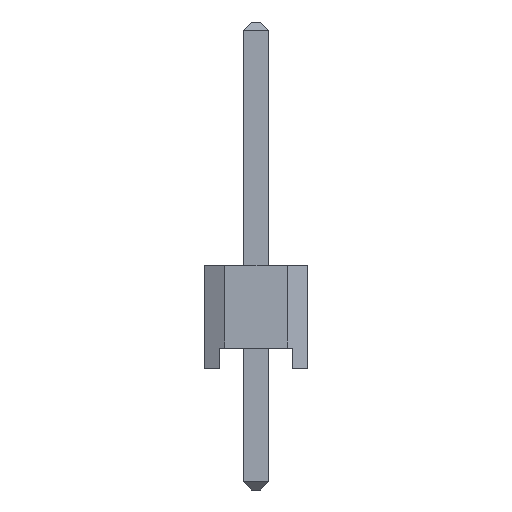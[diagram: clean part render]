
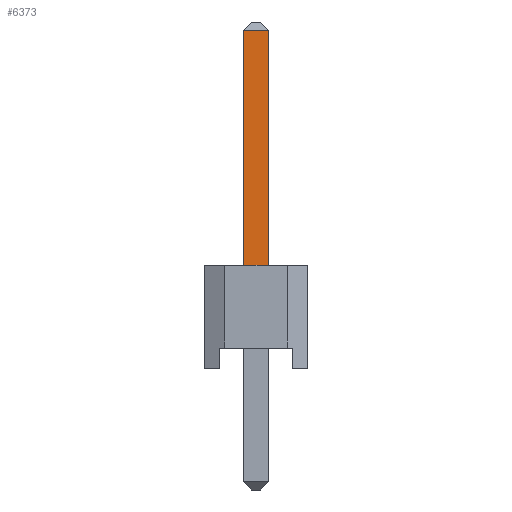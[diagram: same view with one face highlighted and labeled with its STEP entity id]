
A CAD part, left-side view. The second image highlights one B-rep face of the part: STEP entity #6373.
In plain terms, the highlighted planar face has unit normal (-1, 0, 0).
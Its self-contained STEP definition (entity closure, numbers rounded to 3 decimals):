
#956=ORIENTED_EDGE('',*,*,#1627,.F.);
#957=ORIENTED_EDGE('',*,*,#1784,.T.);
#958=ORIENTED_EDGE('',*,*,#1783,.T.);
#959=ORIENTED_EDGE('',*,*,#1785,.F.);
#1627=EDGE_CURVE('',#2171,#2168,#2663,.T.);
#1783=EDGE_CURVE('',#2257,#2258,#2819,.T.);
#1784=EDGE_CURVE('',#2171,#2257,#2820,.T.);
#1785=EDGE_CURVE('',#2168,#2258,#2821,.T.);
#2168=VERTEX_POINT('',#8534);
#2171=VERTEX_POINT('',#8539);
#2257=VERTEX_POINT('',#8850);
#2258=VERTEX_POINT('',#8854);
#2663=LINE('',#8540,#3299);
#2819=LINE('',#8861,#3455);
#2820=LINE('',#8863,#3456);
#2821=LINE('',#8864,#3457);
#3299=VECTOR('',#7243,1000.);
#3455=VECTOR('',#7553,1000.);
#3456=VECTOR('',#7556,1000.);
#3457=VECTOR('',#7557,1000.);
#3793=EDGE_LOOP('',(#956,#957,#958,#959));
#4067=FACE_BOUND('',#3793,.T.);
#4323=PLANE('',#6636);
#6373=ADVANCED_FACE('',(#4067),#4323,.F.);
#6636=AXIS2_PLACEMENT_3D('',#8862,#7554,#7555);
#7243=DIRECTION('',(0.,0.,-1.));
#7553=DIRECTION('',(0.,0.,-1.));
#7554=DIRECTION('',(1.,0.,0.));
#7555=DIRECTION('',(0.,1.,0.));
#7556=DIRECTION('',(0.,1.,0.));
#7557=DIRECTION('',(0.,1.,0.));
#8534=CARTESIAN_POINT('',(-10.48,1.27,-0.32));
#8539=CARTESIAN_POINT('',(-10.48,1.27,0.32));
#8540=CARTESIAN_POINT('',(-10.48,1.27,0.32));
#8850=CARTESIAN_POINT('',(-10.48,7.07,0.32));
#8854=CARTESIAN_POINT('',(-10.48,7.07,-0.32));
#8861=CARTESIAN_POINT('',(-10.48,7.07,-0.32));
#8862=CARTESIAN_POINT('',(-10.48,-4.27,-0.32));
#8863=CARTESIAN_POINT('',(-10.48,-4.27,0.32));
#8864=CARTESIAN_POINT('',(-10.48,-4.27,-0.32));
